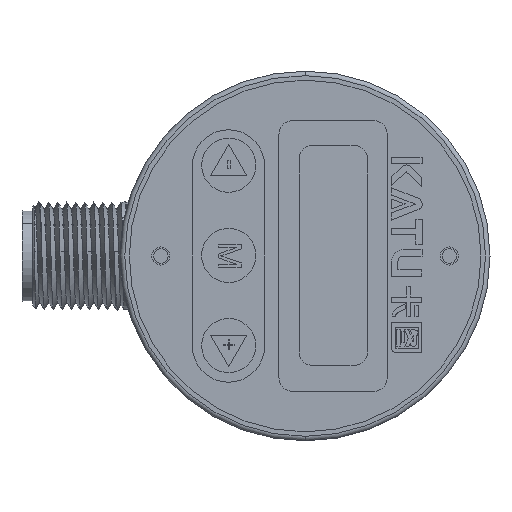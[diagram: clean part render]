
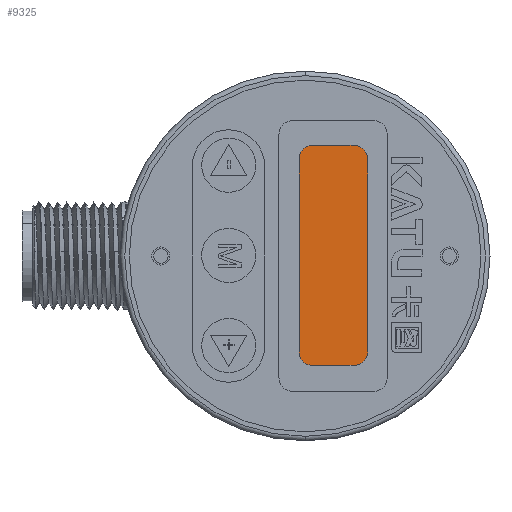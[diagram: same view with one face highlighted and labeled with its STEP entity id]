
A CAD part, left-side view. The second image highlights one B-rep face of the part: STEP entity #9325.
In plain terms, the highlighted face is planar.
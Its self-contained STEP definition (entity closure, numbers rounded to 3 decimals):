
#6368=DIRECTION('',(0.,0.,1.));
#6369=VECTOR('',#6368,4.6);
#6370=CARTESIAN_POINT('',(-12.265,3.3,-5.423));
#6371=LINE('',#6370,#6369);
#6372=CARTESIAN_POINT('',(-10.765,3.3,-5.423));
#6373=DIRECTION('',(0.,1.,0.));
#6374=DIRECTION('',(0.,0.,-1.));
#6375=AXIS2_PLACEMENT_3D('',#6372,#6373,#6374);
#6377=DIRECTION('',(-1.,0.,0.));
#6378=VECTOR('',#6377,21.4);
#6379=CARTESIAN_POINT('',(10.635,3.3,-6.923));
#6380=LINE('',#6379,#6378);
#6381=CARTESIAN_POINT('',(10.635,3.3,-5.423));
#6382=DIRECTION('',(0.,1.,0.));
#6383=DIRECTION('',(1.,0.,0.));
#6384=AXIS2_PLACEMENT_3D('',#6381,#6382,#6383);
#6386=DIRECTION('',(0.,0.,-1.));
#6387=VECTOR('',#6386,4.6);
#6388=CARTESIAN_POINT('',(12.135,3.3,-0.823));
#6389=LINE('',#6388,#6387);
#6390=CARTESIAN_POINT('',(10.635,3.3,-0.823));
#6391=DIRECTION('',(0.,1.,0.));
#6392=DIRECTION('',(0.,0.,1.));
#6393=AXIS2_PLACEMENT_3D('',#6390,#6391,#6392);
#6395=DIRECTION('',(1.,0.,0.));
#6396=VECTOR('',#6395,21.4);
#6397=CARTESIAN_POINT('',(-10.765,3.3,0.677));
#6398=LINE('',#6397,#6396);
#6399=CARTESIAN_POINT('',(-10.765,3.3,-0.823));
#6400=DIRECTION('',(0.,1.,0.));
#6401=DIRECTION('',(-1.,0.,0.));
#6402=AXIS2_PLACEMENT_3D('',#6399,#6400,#6401);
#7635=CARTESIAN_POINT('',(-12.265,3.3,-5.423));
#7636=CARTESIAN_POINT('',(-12.265,3.3,-0.823));
#7637=VERTEX_POINT('',#7635);
#7638=VERTEX_POINT('',#7636);
#7639=CARTESIAN_POINT('',(-10.765,3.3,0.677));
#7640=VERTEX_POINT('',#7639);
#7641=CARTESIAN_POINT('',(10.635,3.3,0.677));
#7642=VERTEX_POINT('',#7641);
#7643=CARTESIAN_POINT('',(12.135,3.3,-0.823));
#7644=VERTEX_POINT('',#7643);
#7645=CARTESIAN_POINT('',(12.135,3.3,-5.423));
#7646=VERTEX_POINT('',#7645);
#7647=CARTESIAN_POINT('',(10.635,3.3,-6.923));
#7648=VERTEX_POINT('',#7647);
#7649=CARTESIAN_POINT('',(-10.765,3.3,-6.923));
#7650=VERTEX_POINT('',#7649);
#9310=CARTESIAN_POINT('',(0.,3.3,0.));
#9311=DIRECTION('',(0.,1.,0.));
#9312=DIRECTION('',(0.,0.,-1.));
#9313=AXIS2_PLACEMENT_3D('',#9310,#9311,#9312);
#9314=PLANE('',#9313);
#9315=ORIENTED_EDGE('',*,*,#9206,.F.);
#9316=ORIENTED_EDGE('',*,*,#9221,.F.);
#9317=ORIENTED_EDGE('',*,*,#9235,.F.);
#9318=ORIENTED_EDGE('',*,*,#9249,.F.);
#9319=ORIENTED_EDGE('',*,*,#9263,.F.);
#9320=ORIENTED_EDGE('',*,*,#9277,.F.);
#9321=ORIENTED_EDGE('',*,*,#9291,.F.);
#9322=ORIENTED_EDGE('',*,*,#9304,.F.);
#9323=EDGE_LOOP('',(#9315,#9316,#9317,#9318,#9319,#9320,#9321,#9322));
#9324=FACE_OUTER_BOUND('',#9323,.F.);
#9325=ADVANCED_FACE('',(#9324),#9314,.T.);
#6376=CIRCLE('',#6375,1.5);
#6385=CIRCLE('',#6384,1.5);
#6394=CIRCLE('',#6393,1.5);
#6403=CIRCLE('',#6402,1.5);
#9206=EDGE_CURVE('',#7637,#7638,#6371,.T.);
#9221=EDGE_CURVE('',#7650,#7637,#6376,.T.);
#9235=EDGE_CURVE('',#7648,#7650,#6380,.T.);
#9249=EDGE_CURVE('',#7646,#7648,#6385,.T.);
#9263=EDGE_CURVE('',#7644,#7646,#6389,.T.);
#9277=EDGE_CURVE('',#7642,#7644,#6394,.T.);
#9291=EDGE_CURVE('',#7640,#7642,#6398,.T.);
#9304=EDGE_CURVE('',#7638,#7640,#6403,.T.);
